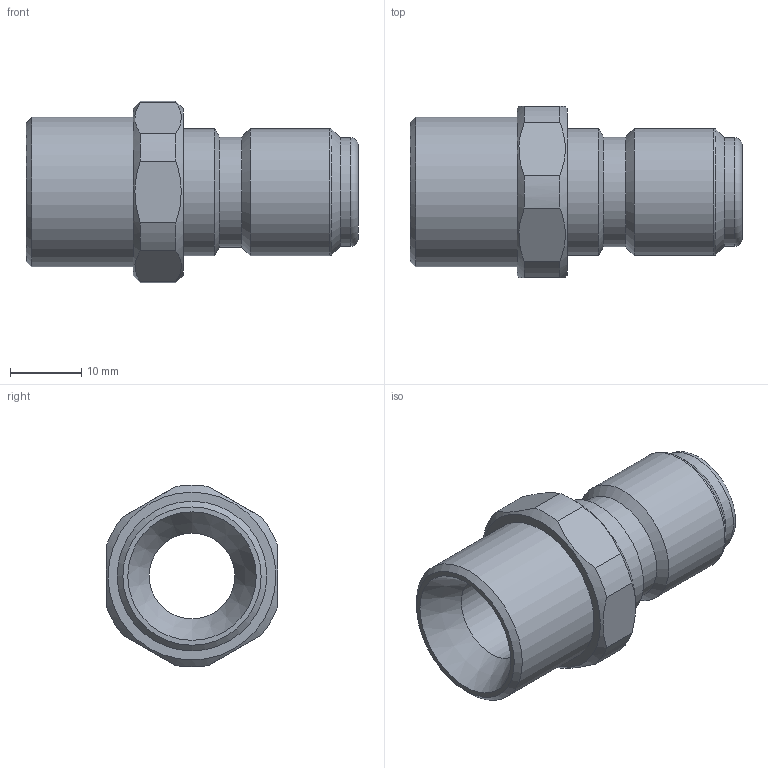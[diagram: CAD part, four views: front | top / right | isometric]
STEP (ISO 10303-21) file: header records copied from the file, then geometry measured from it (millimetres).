
FILE_DESCRIPTION(/* description */ ('Unknown'),/* implementation_level */ '2;1');
FILE_NAME(/* name */ '040005462',/* time_stamp */ '2019-06-05T13:58:30+02:00',/* author */ ('Unknown'),/* organization */ ('Unknown'),/* preprocessor_version */ 'ST-DEVELOPER v16.7',/* originating_system */ 'DEX',/* authorisation */ $);
FILE_SCHEMA (('AUTOMOTIVE_DESIGN { 1 0 10303 214 3 1 1 }','AUTOMOTIVE_DESIGN {1 0 10303 214 3 1 1}'));
Length unit declared in the file: millimetre
Products named in the file (1): 04-5462_3_Stecker_G1_2
Bounding box: 46.5 x 24 x 25.48 mm (x, y, z)
Volume: 8522.5 mm3; surface area: 5200.8 mm2
Topology: 1 solids, 1 shells, 31 faces, 74 edges, 47 vertices
Faces by surface type: cylinder 12, plane 10, cone 7, torus 2
Full cylindrical faces by diameter (mm): 12 x1, 15.2 x1, 15.4 x1, 17.8 x2, 20.96 x1
Entity records: 1067 total; most frequent: CARTESIAN_POINT 192, DIRECTION 136, ORIENTED_EDGE 108, AXIS2_PLACEMENT_3D 62, EDGE_CURVE 54, EDGE_LOOP 50, FACE_BOUND 50, VERTEX_POINT 42
